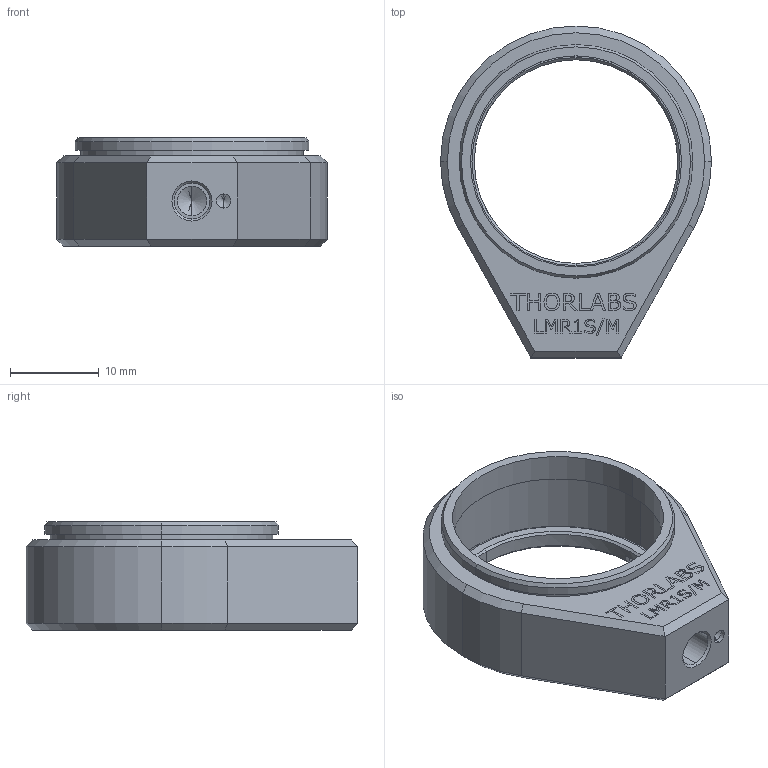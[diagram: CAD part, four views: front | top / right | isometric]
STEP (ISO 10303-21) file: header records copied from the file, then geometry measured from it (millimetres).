
FILE_DESCRIPTION (( 'STEP AP214' ), '1' );
FILE_NAME ('18294-E0W.STEP', '2011-06-28T13:43:21', ( 'Admin' ), ( '' ), 'SwSTEP 2.0', 'SolidWorks 2011', '' );
FILE_SCHEMA (( 'AUTOMOTIVE_DESIGN' ));
Length unit declared in the file: inch
Products named in the file (1): 18294-E0W
Bounding box: 30.48 x 37.34 x 12.19 mm (x, y, z)
Volume: 3483.2 mm3; surface area: 3627.8 mm2
Topology: 2 solids, 2 shells, 295 faces, 771 edges, 502 vertices
Faces by surface type: plane 172, bspline 72, cone 28, cylinder 21, torus 2
Entity records: 15821 total; most frequent: CARTESIAN_POINT 5161, ORIENTED_EDGE 1534, DIRECTION 1129, EDGE_CURVE 767, VECTOR 525, LINE 525, VERTEX_POINT 502, EDGE_LOOP 325
